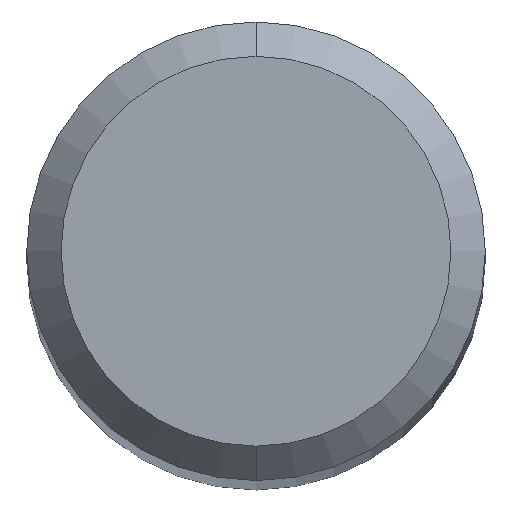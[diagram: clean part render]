
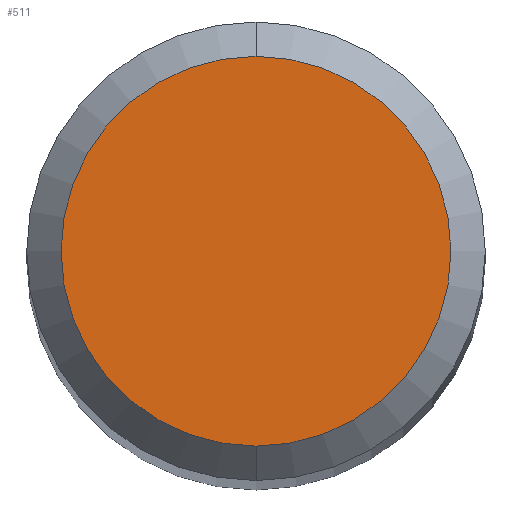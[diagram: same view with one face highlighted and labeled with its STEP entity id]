
A CAD part, top view. The second image highlights one B-rep face of the part: STEP entity #511.
In plain terms, the highlighted planar face has unit normal (0, 0, 1).
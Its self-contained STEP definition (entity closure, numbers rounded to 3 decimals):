
#511=ADVANCED_FACE('',(#1370),#1371,.T.);
#551=EDGE_CURVE('',#1101,#1143,#1414,.T.);
#1101=VERTEX_POINT('',#2011);
#1137=EDGE_CURVE('',#1143,#1101,#2049,.T.);
#1143=VERTEX_POINT('',#2055);
#1370=FACE_OUTER_BOUND('',#2369,.T.);
#1371=PLANE('',#2370);
#1414=CIRCLE('',#2550,1.7);
#2011=CARTESIAN_POINT('',(0.0,1.7,0.0));
#2049=CIRCLE('',#5304,1.7);
#2055=CARTESIAN_POINT('',(0.,-1.7,0.0));
#2369=EDGE_LOOP('',(#6391,#6392));
#2370=AXIS2_PLACEMENT_3D('',#6393,#6394,#6395);
#2550=AXIS2_PLACEMENT_3D('',#6424,#6425,#6426);
#5304=AXIS2_PLACEMENT_3D('',#7107,#7108,#7109);
#6391=ORIENTED_EDGE('',*,*,#551,.F.);
#6392=ORIENTED_EDGE('',*,*,#1137,.F.);
#6393=CARTESIAN_POINT('',(0.0,0.85,0.0));
#6394=DIRECTION('',(-0.0,0.0,1.0));
#6395=DIRECTION('',(0.0,-1.0,0.0));
#6424=CARTESIAN_POINT('',(0.0,0.0,0.0));
#6425=DIRECTION('',(0.0,0.0,-1.0));
#6426=DIRECTION('',(0.0,1.0,0.0));
#7107=CARTESIAN_POINT('',(0.0,0.0,0.0));
#7108=DIRECTION('',(0.0,0.0,-1.0));
#7109=DIRECTION('',(0.0,1.0,0.0));
